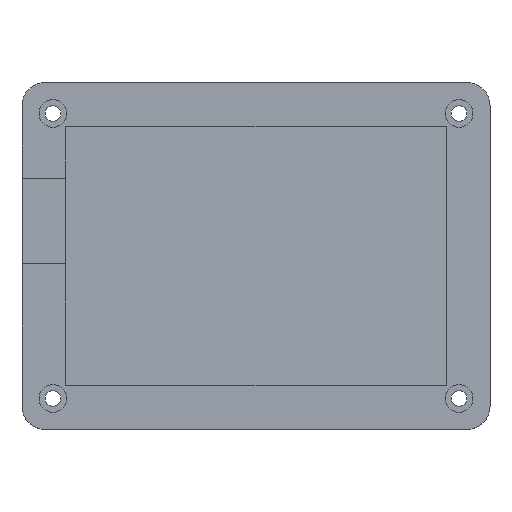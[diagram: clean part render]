
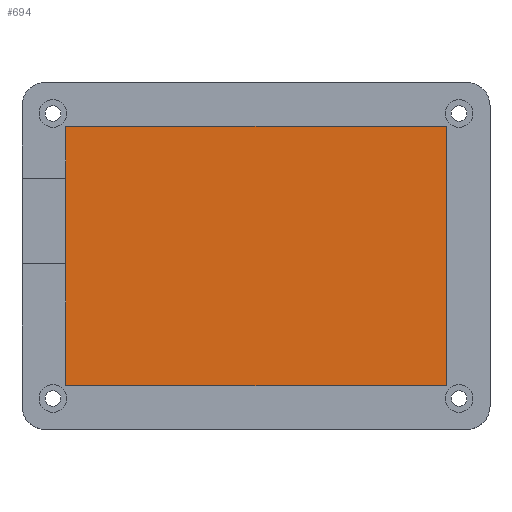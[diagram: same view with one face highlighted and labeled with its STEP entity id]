
A CAD part, top view. The second image highlights one B-rep face of the part: STEP entity #694.
In plain terms, the highlighted planar face has unit normal (0, 0, 1).
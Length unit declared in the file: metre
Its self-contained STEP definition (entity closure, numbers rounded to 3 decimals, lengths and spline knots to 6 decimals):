
#52=LINE('',#1222,#104);
#56=LINE('',#1230,#108);
#59=LINE('',#1236,#111);
#61=LINE('',#1239,#113);
#104=VECTOR('',#1015,1.);
#108=VECTOR('',#1021,1.);
#111=VECTOR('',#1026,1.);
#113=VECTOR('',#1030,1.);
#147=PLANE('',#837);
#297=ORIENTED_EDGE('',*,*,#387,.F.);
#298=ORIENTED_EDGE('',*,*,#391,.T.);
#299=ORIENTED_EDGE('',*,*,#394,.T.);
#300=ORIENTED_EDGE('',*,*,#396,.F.);
#387=EDGE_CURVE('',#455,#456,#52,.T.);
#391=EDGE_CURVE('',#455,#458,#56,.T.);
#394=EDGE_CURVE('',#458,#460,#59,.T.);
#396=EDGE_CURVE('',#456,#460,#61,.T.);
#455=VERTEX_POINT('',#1221);
#456=VERTEX_POINT('',#1223);
#458=VERTEX_POINT('',#1229);
#460=VERTEX_POINT('',#1235);
#555=EDGE_LOOP('',(#297,#298,#299,#300));
#627=FACE_BOUND('',#555,.T.);
#694=ADVANCED_FACE('',(#627),#147,.T.);
#837=AXIS2_PLACEMENT_3D('',#1240,#1031,#1032);
#1015=DIRECTION('',(-1.,0.,0.));
#1021=DIRECTION('',(0.,1.,0.));
#1026=DIRECTION('',(-1.,0.,0.));
#1030=DIRECTION('',(0.,1.,0.));
#1031=DIRECTION('',(0.,0.,1.));
#1032=DIRECTION('',(1.,0.,0.));
#1221=CARTESIAN_POINT('',(0.041155,-0.028045,0.003));
#1222=CARTESIAN_POINT('',(0.,-0.028045,0.003));
#1223=CARTESIAN_POINT('',(-0.041155,-0.028045,0.003));
#1229=CARTESIAN_POINT('',(0.041155,0.028045,0.003));
#1230=CARTESIAN_POINT('',(0.041155,0.,0.003));
#1235=CARTESIAN_POINT('',(-0.041155,0.028045,0.003));
#1236=CARTESIAN_POINT('',(0.,0.028045,0.003));
#1239=CARTESIAN_POINT('',(-0.041155,0.,0.003));
#1240=CARTESIAN_POINT('',(0.,0.,0.003));
